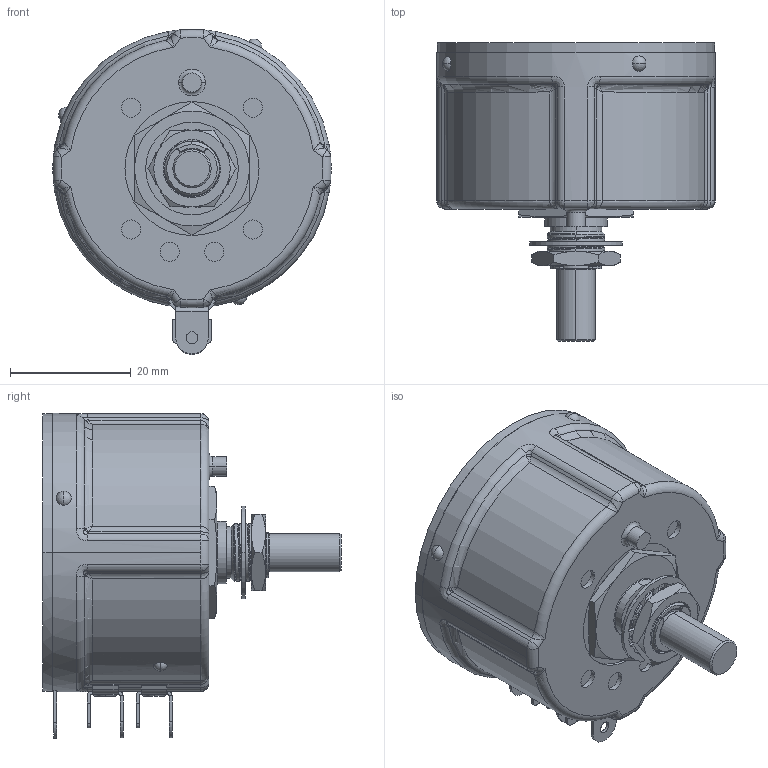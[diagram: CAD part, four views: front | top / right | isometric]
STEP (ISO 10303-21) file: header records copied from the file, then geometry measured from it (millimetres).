
FILE_DESCRIPTION((''),'2;1');
FILE_NAME('C-1G_TEST_SW0001','2015-06-19T',('bmozley'),(''),'CREO PARAMETRIC BY PTC INC, 2015080','CREO PARAMETRIC BY PTC INC, 2015080','');
FILE_SCHEMA(('CONFIG_CONTROL_DESIGN'));
Length unit declared in the file: inch
Products named in the file (1): C-1G_TEST_SW0001
Bounding box: 46.15 x 49.53 x 53.93 mm (x, y, z)
Volume: 44409.5 mm3; surface area: 10337.3 mm2
Topology: 3 solids, 3 shells, 589 faces, 1512 edges, 944 vertices
Faces by surface type: cylinder 232, plane 176, bspline 108, cone 36, torus 29, sphere 8
Entity records: 28686 total; most frequent: CARTESIAN_POINT 14980, ORIENTED_EDGE 3008, DIRECTION 2611, EDGE_CURVE 1504, AXIS2_PLACEMENT_3D 950, VERTEX_POINT 944, VECTOR 711, LINE 711
